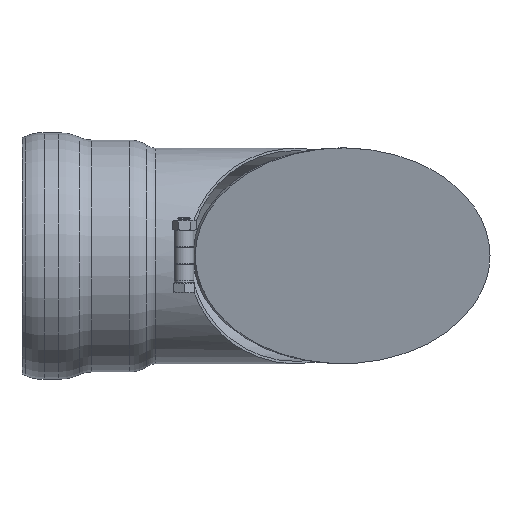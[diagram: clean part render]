
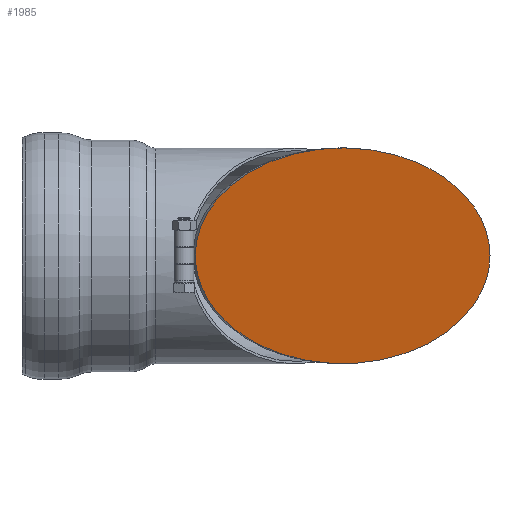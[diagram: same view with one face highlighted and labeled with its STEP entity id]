
A CAD part, top view. The second image highlights one B-rep face of the part: STEP entity #1985.
In plain terms, the highlighted planar face has unit normal (-0.259, 0, 0.966).
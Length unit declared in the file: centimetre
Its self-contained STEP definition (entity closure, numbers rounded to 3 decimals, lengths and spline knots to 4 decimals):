
#20=ELLIPSE('',#2274,94.0452,66.5);
#196=PLANE('',#2273);
#531=FACE_OUTER_BOUND('',#671,.T.);
#671=EDGE_LOOP('',(#1822));
#989=VERTEX_POINT('',#3979);
#1269=EDGE_CURVE('',#989,#989,#20,.T.);
#1822=ORIENTED_EDGE('',*,*,#1269,.T.);
#1985=ADVANCED_FACE('',(#531),#196,.F.);
#2273=AXIS2_PLACEMENT_3D('',#3978,#2888,#2889);
#2274=AXIS2_PLACEMENT_3D('',#3980,#2890,#2891);
#2888=DIRECTION('center_axis',(0.259,0.,
-0.966));
#2889=DIRECTION('ref_axis',(0.,-1.,0.));
#2890=DIRECTION('center_axis',(-0.259,0.,
0.966));
#2891=DIRECTION('ref_axis',(-0.966,0.,-0.259));
#3978=CARTESIAN_POINT('Origin',(953.4577,419.415,94.7201));
#3979=CARTESIAN_POINT('',(1018.7365,419.415,112.2115));
#3980=CARTESIAN_POINT('Origin',(927.8958,419.415,87.8708));
